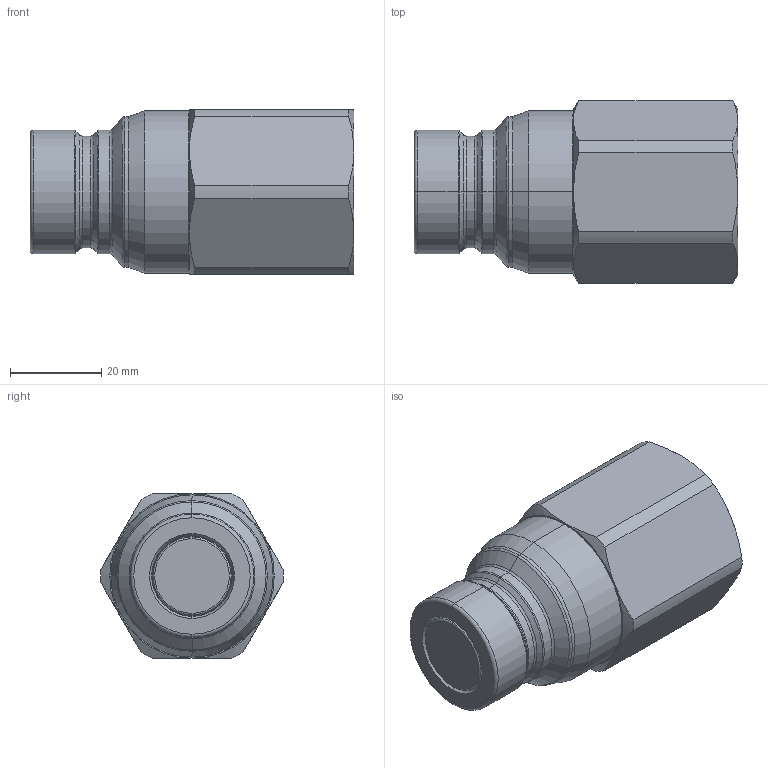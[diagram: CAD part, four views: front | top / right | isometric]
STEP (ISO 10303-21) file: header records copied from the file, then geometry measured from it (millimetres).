
FILE_DESCRIPTION (( 'STEP AP214' ), '1' );
FILE_NAME ('FEM-622-12FB.STEP', '2012-07-25T06:18:08', ( 'admin' ), ( 'Microsoft' ), 'SwSTEP 2.0', 'SolidWorks 2009', '' );
FILE_SCHEMA (( 'AUTOMOTIVE_DESIGN' ));
Length unit declared in the file: millimetre
Products named in the file (1): FEM-622-12FB
Bounding box: 70.85 x 39.99 x 36 mm (x, y, z)
Volume: 56369.8 mm3; surface area: 11427.1 mm2
Topology: 1 solids, 1 shells, 81 faces, 170 edges, 96 vertices
Faces by surface type: cone 30, cylinder 22, torus 16, plane 13
Entity records: 2267 total; most frequent: CARTESIAN_POINT 492, DIRECTION 410, ORIENTED_EDGE 340, AXIS2_PLACEMENT_3D 182, EDGE_CURVE 170, CIRCLE 100, VERTEX_POINT 96, EDGE_LOOP 86
